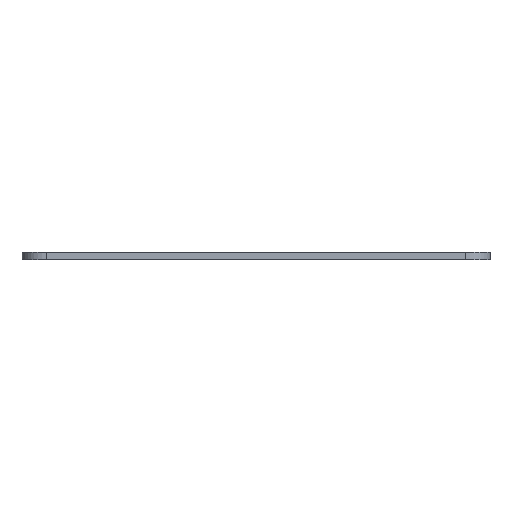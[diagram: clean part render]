
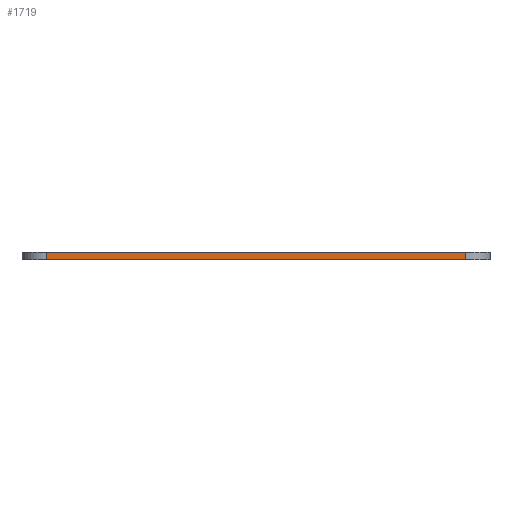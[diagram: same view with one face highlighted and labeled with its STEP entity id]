
A CAD part, front view. The second image highlights one B-rep face of the part: STEP entity #1719.
In plain terms, the highlighted planar face has unit normal (0, -1, 0).
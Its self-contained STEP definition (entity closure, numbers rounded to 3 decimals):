
#85=PLANE('',#1901);
#169=FACE_OUTER_BOUND('',#268,.T.);
#268=EDGE_LOOP('',(#1509,#1510,#1511,#1512));
#285=LINE('',#2409,#447);
#290=LINE('',#2421,#452);
#330=LINE('',#2584,#492);
#446=LINE('',#2896,#608);
#447=VECTOR('',#1909,10.);
#452=VECTOR('',#1920,10.);
#492=VECTOR('',#2046,10.);
#608=VECTOR('',#2400,10.);
#694=VERTEX_POINT('',#2406);
#695=VERTEX_POINT('',#2408);
#699=VERTEX_POINT('',#2420);
#778=VERTEX_POINT('',#2580);
#858=EDGE_CURVE('',#694,#695,#285,.T.);
#864=EDGE_CURVE('',#695,#699,#290,.T.);
#946=EDGE_CURVE('',#699,#778,#330,.T.);
#1102=EDGE_CURVE('',#778,#694,#446,.T.);
#1509=ORIENTED_EDGE('',*,*,#858,.F.);
#1510=ORIENTED_EDGE('',*,*,#1102,.F.);
#1511=ORIENTED_EDGE('',*,*,#946,.F.);
#1512=ORIENTED_EDGE('',*,*,#864,.F.);
#1719=ADVANCED_FACE('',(#169),#85,.T.);
#1901=AXIS2_PLACEMENT_3D('',#2895,#2398,#2399);
#1909=DIRECTION('',(0.,0.,-1.));
#1920=DIRECTION('',(-1.,0.,0.));
#2046=DIRECTION('',(0.,0.,1.));
#2398=DIRECTION('center_axis',(0.,-1.,0.));
#2399=DIRECTION('ref_axis',(1.,0.,0.));
#2400=DIRECTION('',(1.,0.,0.));
#2406=CARTESIAN_POINT('',(80.26,-48.01,1.5));
#2408=CARTESIAN_POINT('',(80.26,-48.01,0.));
#2409=CARTESIAN_POINT('',(80.26,-48.01,0.));
#2420=CARTESIAN_POINT('',(-5.74,-48.01,0.));
#2421=CARTESIAN_POINT('',(85.26,-48.01,0.));
#2580=CARTESIAN_POINT('',(-5.74,-48.01,1.5));
#2584=CARTESIAN_POINT('',(-5.74,-48.01,0.));
#2895=CARTESIAN_POINT('Origin',(-10.74,-48.01,0.));
#2896=CARTESIAN_POINT('',(85.26,-48.01,1.5));
